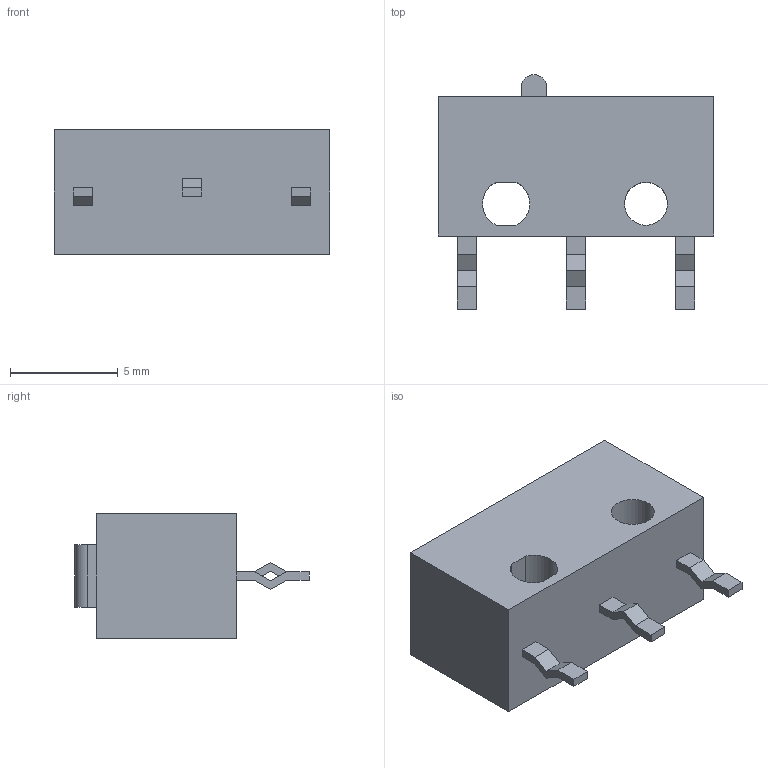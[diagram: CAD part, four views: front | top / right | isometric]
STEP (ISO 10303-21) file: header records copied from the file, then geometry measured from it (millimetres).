
FILE_DESCRIPTION(/* description */ (''),/* implementation_level */ '2;1');
FILE_NAME(/* name */ 'D2F_01F.step',/* time_stamp */ '2022-05-02T10:56:09-04:00',/* author */ (''),/* organization */ (''),/* preprocessor_version */ 'ST-DEVELOPER v18.1',/* originating_system */ 'Autodesk Translation Framework v10.14.0.1471',/* authorisation */ '');
FILE_SCHEMA (('AUTOMOTIVE_DESIGN { 1 0 10303 214 3 1 1 }'));
Length unit declared in the file: millimetre
Products named in the file (3): D2F_01F_T; D2F_01F_T_BASE; D2F_01F_T_ACTUATOR
Assembly tree (2 placements, depth 2):
  D2F_01F_T
    D2F_01F_T_BASE
    D2F_01F_T_ACTUATOR
Bounding box: 12.8 x 10.9 x 5.8 mm (x, y, z)
Volume: 448 mm3; surface area: 539 mm2
Topology: 2 solids, 2 shells, 55 faces, 141 edges, 94 vertices
Faces by surface type: plane 51, cylinder 4
Full cylindrical faces by diameter (mm): 2 x1
Entity records: 1743 total; most frequent: CARTESIAN_POINT 295, ORIENTED_EDGE 282, DIRECTION 269, EDGE_CURVE 141, LINE 133, VECTOR 133, VERTEX_POINT 94, AXIS2_PLACEMENT_3D 68
